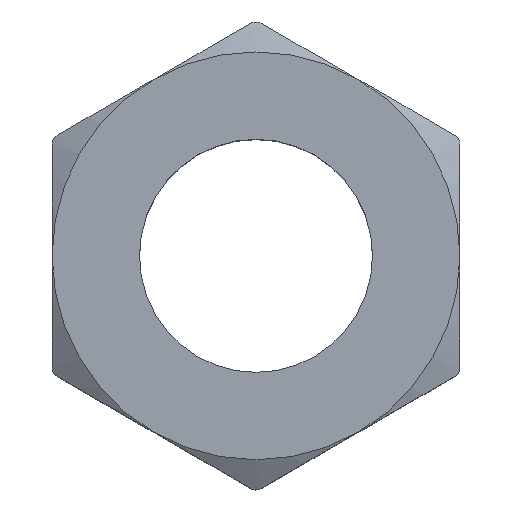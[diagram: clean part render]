
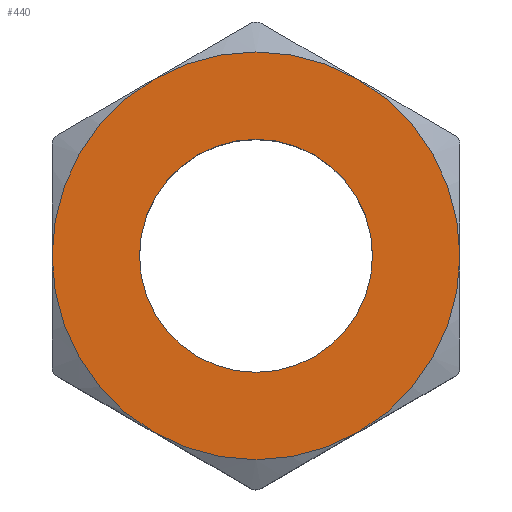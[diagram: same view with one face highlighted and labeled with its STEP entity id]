
A CAD part, top view. The second image highlights one B-rep face of the part: STEP entity #440.
In plain terms, the highlighted planar face has unit normal (0, 0, 1).
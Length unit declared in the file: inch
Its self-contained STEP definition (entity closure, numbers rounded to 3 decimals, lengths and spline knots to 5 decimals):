
#47 = CARTESIAN_POINT ( 'NONE',  ( 0., 0., 0.10938 ) ) ;
#48 = EDGE_CURVE ( 'NONE', #295, #327, #316, .T. ) ;
#52 = CARTESIAN_POINT ( 'NONE',  ( 0., 0., 0.10938 ) ) ;
#67 = CARTESIAN_POINT ( 'NONE',  ( 0., 0., 0.10938 ) ) ;
#121 = DIRECTION ( 'NONE',  ( 1., 0., 0. ) ) ;
#122 = CIRCLE ( 'NONE', #486, 0.125 ) ;
#134 = AXIS2_PLACEMENT_3D ( 'NONE', #703, #258, #853 ) ;
#161 = CARTESIAN_POINT ( 'NONE',  ( 0., 0., 0.10938 ) ) ;
#162 = CIRCLE ( 'NONE', #366, 0.21875 ) ;
#184 = CARTESIAN_POINT ( 'NONE',  ( -0.10937, -0.18944, 0.10938 ) ) ;
#194 = CARTESIAN_POINT ( 'NONE',  ( -0.125, 0., 0.10938 ) ) ;
#195 = DIRECTION ( 'NONE',  ( 0., 0., 1. ) ) ;
#226 = DIRECTION ( 'NONE',  ( 1., 0., 0. ) ) ;
#228 = ORIENTED_EDGE ( 'NONE', *, *, #927, .T. ) ;
#232 = CARTESIAN_POINT ( 'NONE',  ( 0., 0., 0.10938 ) ) ;
#236 = VERTEX_POINT ( 'NONE', #194 ) ;
#237 = DIRECTION ( 'NONE',  ( 1., 0., 0. ) ) ;
#240 = DIRECTION ( 'NONE',  ( 1., 0., 0. ) ) ;
#258 = DIRECTION ( 'NONE',  ( 0., 0., 1. ) ) ;
#273 = CIRCLE ( 'NONE', #934, 0.21875 ) ;
#295 = VERTEX_POINT ( 'NONE', #476 ) ;
#298 = EDGE_CURVE ( 'NONE', #327, #748, #642, .T. ) ;
#306 = CARTESIAN_POINT ( 'NONE',  ( 0.10938, -0.18944, 0.10938 ) ) ;
#316 = CIRCLE ( 'NONE', #594, 0.21875 ) ;
#327 = VERTEX_POINT ( 'NONE', #559 ) ;
#366 = AXIS2_PLACEMENT_3D ( 'NONE', #52, #579, #889 ) ;
#370 = DIRECTION ( 'NONE',  ( 1., 0., 0. ) ) ;
#379 = ORIENTED_EDGE ( 'NONE', *, *, #799, .T. ) ;
#427 = VERTEX_POINT ( 'NONE', #879 ) ;
#440 = ADVANCED_FACE ( 'NONE', ( #595, #688 ), #724, .T. ) ;
#448 = CARTESIAN_POINT ( 'NONE',  ( 0., 0., 0.10938 ) ) ;
#462 = EDGE_CURVE ( 'NONE', #748, #466, #162, .T. ) ;
#464 = AXIS2_PLACEMENT_3D ( 'NONE', #47, #576, #121 ) ;
#466 = VERTEX_POINT ( 'NONE', #503 ) ;
#476 = CARTESIAN_POINT ( 'NONE',  ( 0.21875, 0., 0.10938 ) ) ;
#486 = AXIS2_PLACEMENT_3D ( 'NONE', #448, #587, #895 ) ;
#495 = EDGE_CURVE ( 'NONE', #427, #236, #122, .T. ) ;
#503 = CARTESIAN_POINT ( 'NONE',  ( -0.21875, 0., 0.10938 ) ) ;
#523 = EDGE_CURVE ( 'NONE', #236, #427, #978, .T. ) ;
#528 = CIRCLE ( 'NONE', #134, 0.21875 ) ;
#551 = EDGE_LOOP ( 'NONE', ( #379, #701, #892, #979, #228, #610 ) ) ;
#559 = CARTESIAN_POINT ( 'NONE',  ( 0.10937, 0.18944, 0.10938 ) ) ;
#576 = DIRECTION ( 'NONE',  ( 0., 0., 1. ) ) ;
#579 = DIRECTION ( 'NONE',  ( 0., 0., 1. ) ) ;
#587 = DIRECTION ( 'NONE',  ( 0., 0., 1. ) ) ;
#591 = DIRECTION ( 'NONE',  ( 1., 0., 0. ) ) ;
#594 = AXIS2_PLACEMENT_3D ( 'NONE', #232, #915, #237 ) ;
#595 = FACE_BOUND ( 'NONE', #849, .T. ) ;
#596 = ORIENTED_EDGE ( 'NONE', *, *, #523, .F. ) ;
#606 = AXIS2_PLACEMENT_3D ( 'NONE', #924, #195, #240 ) ;
#610 = ORIENTED_EDGE ( 'NONE', *, *, #633, .T. ) ;
#633 = EDGE_CURVE ( 'NONE', #963, #749, #273, .T. ) ;
#642 = CIRCLE ( 'NONE', #606, 0.21875 ) ;
#655 = AXIS2_PLACEMENT_3D ( 'NONE', #161, #982, #226 ) ;
#679 = CARTESIAN_POINT ( 'NONE',  ( -0.10938, 0.18944, 0.10938 ) ) ;
#688 = FACE_OUTER_BOUND ( 'NONE', #551, .T. ) ;
#701 = ORIENTED_EDGE ( 'NONE', *, *, #48, .T. ) ;
#703 = CARTESIAN_POINT ( 'NONE',  ( 0., 0., 0.10938 ) ) ;
#723 = AXIS2_PLACEMENT_3D ( 'NONE', #67, #731, #591 ) ;
#724 = PLANE ( 'NONE',  #464 ) ;
#731 = DIRECTION ( 'NONE',  ( 0., 0., 1. ) ) ;
#748 = VERTEX_POINT ( 'NONE', #679 ) ;
#749 = VERTEX_POINT ( 'NONE', #306 ) ;
#795 = ORIENTED_EDGE ( 'NONE', *, *, #495, .F. ) ;
#799 = EDGE_CURVE ( 'NONE', #749, #295, #945, .T. ) ;
#811 = CARTESIAN_POINT ( 'NONE',  ( 0., 0., 0.10938 ) ) ;
#849 = EDGE_LOOP ( 'NONE', ( #795, #596 ) ) ;
#853 = DIRECTION ( 'NONE',  ( 1., 0., 0. ) ) ;
#879 = CARTESIAN_POINT ( 'NONE',  ( 0.125, 0., 0.10938 ) ) ;
#889 = DIRECTION ( 'NONE',  ( 1., 0., 0. ) ) ;
#892 = ORIENTED_EDGE ( 'NONE', *, *, #298, .T. ) ;
#895 = DIRECTION ( 'NONE',  ( 1., 0., 0. ) ) ;
#903 = DIRECTION ( 'NONE',  ( 0., 0., 1. ) ) ;
#915 = DIRECTION ( 'NONE',  ( 0., 0., 1. ) ) ;
#924 = CARTESIAN_POINT ( 'NONE',  ( 0., 0., 0.10938 ) ) ;
#927 = EDGE_CURVE ( 'NONE', #466, #963, #528, .T. ) ;
#934 = AXIS2_PLACEMENT_3D ( 'NONE', #811, #903, #370 ) ;
#945 = CIRCLE ( 'NONE', #655, 0.21875 ) ;
#963 = VERTEX_POINT ( 'NONE', #184 ) ;
#978 = CIRCLE ( 'NONE', #723, 0.125 ) ;
#979 = ORIENTED_EDGE ( 'NONE', *, *, #462, .T. ) ;
#982 = DIRECTION ( 'NONE',  ( 0., 0., 1. ) ) ;
